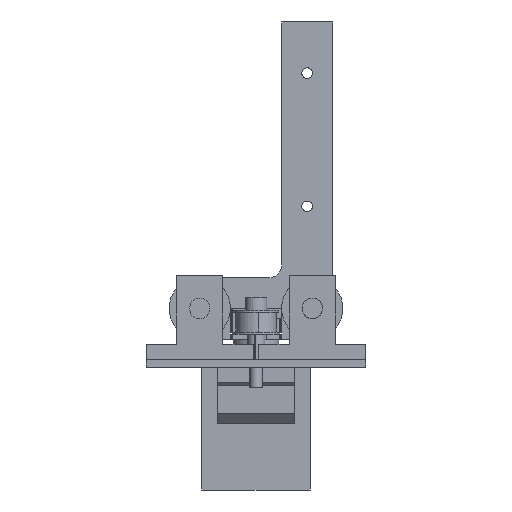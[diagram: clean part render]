
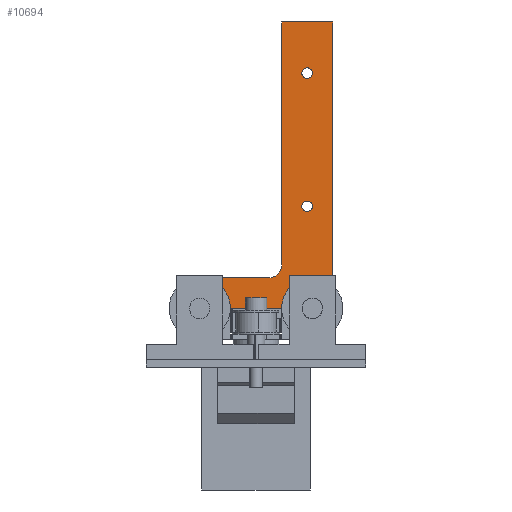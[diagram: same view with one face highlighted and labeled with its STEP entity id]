
A CAD part, left-side view. The second image highlights one B-rep face of the part: STEP entity #10694.
In plain terms, the highlighted face is planar.
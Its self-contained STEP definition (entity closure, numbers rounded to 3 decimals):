
#94 = DIRECTION ( 'NONE',  ( 1., 0., 0. ) ) ;
#139 = CARTESIAN_POINT ( 'NONE',  ( -112., 32., 8. ) ) ;
#187 = CARTESIAN_POINT ( 'NONE',  ( -10.954, 52., 8. ) ) ;
#267 = VERTEX_POINT ( 'NONE', #7642 ) ;
#487 = CARTESIAN_POINT ( 'NONE',  ( -7.733, 53.176, 8. ) ) ;
#670 = ORIENTED_EDGE ( 'NONE', *, *, #11140, .T. ) ;
#891 = CARTESIAN_POINT ( 'NONE',  ( -92., 42., 8. ) ) ;
#922 = EDGE_LOOP ( 'NONE', ( #10664, #13168 ) ) ;
#933 = CARTESIAN_POINT ( 'NONE',  ( -112., 52., 8. ) ) ;
#1099 = CARTESIAN_POINT ( 'NONE',  ( -37.874, 42., 8. ) ) ;
#1135 = EDGE_CURVE ( 'NONE', #11595, #5943, #8884, .T. ) ;
#1233 = CARTESIAN_POINT ( 'NONE',  ( -12., 44., 8. ) ) ;
#1328 = DIRECTION ( 'NONE',  ( 1., 0., 0. ) ) ;
#1521 = CARTESIAN_POINT ( 'NONE',  ( -41.974, 42., 8. ) ) ;
#1749 = CARTESIAN_POINT ( 'NONE',  ( -7., 32., 8. ) ) ;
#2008 = EDGE_CURVE ( 'NONE', #5006, #6058, #9256, .T. ) ;
#2010 = CARTESIAN_POINT ( 'NONE',  ( 0., 0., 8. ) ) ;
#2138 = CIRCLE ( 'NONE', #12951, 5. ) ;
#2151 = EDGE_CURVE ( 'NONE', #6670, #10981, #10328, .T. ) ;
#2208 = CARTESIAN_POINT ( 'NONE',  ( -17., 32., 8. ) ) ;
#2326 = EDGE_CURVE ( 'NONE', #6329, #9905, #9277, .T. ) ;
#2443 = DIRECTION ( 'NONE',  ( 0., 0., -1. ) ) ;
#2765 = DIRECTION ( 'NONE',  ( 1., 0., 0. ) ) ;
#2858 = DIRECTION ( 'NONE',  ( 0., 0., 1. ) ) ;
#3314 = CARTESIAN_POINT ( 'NONE',  ( -12., 44., 8. ) ) ;
#3357 = CARTESIAN_POINT ( 'NONE',  ( -112., 52., 8. ) ) ;
#3530 = DIRECTION ( 'NONE',  ( 1., 0., 0. ) ) ;
#3728 = DIRECTION ( 'NONE',  ( 1., 0., 0. ) ) ;
#3751 = VECTOR ( 'NONE', #6936, 1000. ) ;
#3884 = FACE_BOUND ( 'NONE', #10734, .T. ) ;
#4018 = CARTESIAN_POINT ( 'NONE',  ( 0., 12., 8. ) ) ;
#4442 = DIRECTION ( 'NONE',  ( 0., 0., 1. ) ) ;
#4444 = ORIENTED_EDGE ( 'NONE', *, *, #12149, .F. ) ;
#4513 = CARTESIAN_POINT ( 'NONE',  ( -12., 0., 8. ) ) ;
#4539 = CARTESIAN_POINT ( 'NONE',  ( -17., 27., 8. ) ) ;
#4556 = DIRECTION ( 'NONE',  ( 0., 0., 1. ) ) ;
#4610 = CARTESIAN_POINT ( 'NONE',  ( -10.954, 57., 8. ) ) ;
#4687 = EDGE_CURVE ( 'NONE', #9197, #5784, #2138, .T. ) ;
#4698 = DIRECTION ( 'NONE',  ( 1., 0., 0. ) ) ;
#4888 = EDGE_CURVE ( 'NONE', #10981, #6670, #13124, .T. ) ;
#5006 = VERTEX_POINT ( 'NONE', #13258 ) ;
#5110 = LINE ( 'NONE', #4018, #11522 ) ;
#5172 = ORIENTED_EDGE ( 'NONE', *, *, #2008, .F. ) ;
#5220 = AXIS2_PLACEMENT_3D ( 'NONE', #8981, #2858, #7034 ) ;
#5409 = AXIS2_PLACEMENT_3D ( 'NONE', #8816, #6643, #2765 ) ;
#5572 = CARTESIAN_POINT ( 'NONE',  ( -12., 27., 8. ) ) ;
#5784 = VERTEX_POINT ( 'NONE', #5572 ) ;
#5866 = ORIENTED_EDGE ( 'NONE', *, *, #2326, .T. ) ;
#5879 = DIRECTION ( 'NONE',  ( 0., 0., 1. ) ) ;
#5943 = VERTEX_POINT ( 'NONE', #8976 ) ;
#5948 = DIRECTION ( 'NONE',  ( -1., 0., 0. ) ) ;
#6058 = VERTEX_POINT ( 'NONE', #4513 ) ;
#6060 = AXIS2_PLACEMENT_3D ( 'NONE', #12757, #4556, #6830 ) ;
#6214 = AXIS2_PLACEMENT_3D ( 'NONE', #2010, #7065, #11313 ) ;
#6226 = CIRCLE ( 'NONE', #11816, 12. ) ;
#6329 = VERTEX_POINT ( 'NONE', #187 ) ;
#6347 = EDGE_CURVE ( 'NONE', #12577, #267, #6484, .T. ) ;
#6484 = CIRCLE ( 'NONE', #6060, 12. ) ;
#6541 = ORIENTED_EDGE ( 'NONE', *, *, #9229, .F. ) ;
#6643 = DIRECTION ( 'NONE',  ( 0., 0., 1. ) ) ;
#6645 = VECTOR ( 'NONE', #5948, 1000. ) ;
#6670 = VERTEX_POINT ( 'NONE', #1099 ) ;
#6830 = DIRECTION ( 'NONE',  ( 1., 0., 0. ) ) ;
#6836 = CARTESIAN_POINT ( 'NONE',  ( -39.924, 42., 8. ) ) ;
#6876 = ORIENTED_EDGE ( 'NONE', *, *, #6347, .F. ) ;
#6936 = DIRECTION ( 'NONE',  ( -1., 0., 0. ) ) ;
#7034 = DIRECTION ( 'NONE',  ( 1., 0., 0. ) ) ;
#7065 = DIRECTION ( 'NONE',  ( 0., 0., 1. ) ) ;
#7246 = DIRECTION ( 'NONE',  ( 0., 1., 0. ) ) ;
#7329 = DIRECTION ( 'NONE',  ( 0., 1., 0. ) ) ;
#7452 = EDGE_CURVE ( 'NONE', #5006, #267, #5110, .T. ) ;
#7642 = CARTESIAN_POINT ( 'NONE',  ( 0., 32., 8. ) ) ;
#7647 = DIRECTION ( 'NONE',  ( 0., -1., 0. ) ) ;
#7674 = CARTESIAN_POINT ( 'NONE',  ( -39.924, 42., 8. ) ) ;
#7744 = LINE ( 'NONE', #1749, #3751 ) ;
#7860 = EDGE_CURVE ( 'NONE', #5943, #11595, #10690, .T. ) ;
#7971 = ORIENTED_EDGE ( 'NONE', *, *, #4687, .T. ) ;
#8049 = FACE_OUTER_BOUND ( 'NONE', #12492, .T. ) ;
#8292 = CARTESIAN_POINT ( 'NONE',  ( -89.95, 42., 8. ) ) ;
#8375 = DIRECTION ( 'NONE',  ( 0., 0., 1. ) ) ;
#8380 = AXIS2_PLACEMENT_3D ( 'NONE', #6836, #5879, #4698 ) ;
#8816 = CARTESIAN_POINT ( 'NONE',  ( -92., 42., 8. ) ) ;
#8882 = VERTEX_POINT ( 'NONE', #139 ) ;
#8884 = CIRCLE ( 'NONE', #5409, 2.05 ) ;
#8976 = CARTESIAN_POINT ( 'NONE',  ( -94.05, 42., 8. ) ) ;
#8981 = CARTESIAN_POINT ( 'NONE',  ( 0., 44., 8. ) ) ;
#9007 = ORIENTED_EDGE ( 'NONE', *, *, #10583, .T. ) ;
#9033 = AXIS2_PLACEMENT_3D ( 'NONE', #7674, #4442, #1328 ) ;
#9103 = VECTOR ( 'NONE', #7647, 1000. ) ;
#9187 = FACE_BOUND ( 'NONE', #922, .T. ) ;
#9197 = VERTEX_POINT ( 'NONE', #2208 ) ;
#9229 = EDGE_CURVE ( 'NONE', #8882, #9905, #10631, .T. ) ;
#9256 = CIRCLE ( 'NONE', #6214, 12. ) ;
#9277 = LINE ( 'NONE', #12359, #6645 ) ;
#9343 = CIRCLE ( 'NONE', #10415, 5. ) ;
#9544 = CARTESIAN_POINT ( 'NONE',  ( 0., 44., 8. ) ) ;
#9741 = LINE ( 'NONE', #1233, #9103 ) ;
#9905 = VERTEX_POINT ( 'NONE', #933 ) ;
#10032 = ORIENTED_EDGE ( 'NONE', *, *, #7860, .F. ) ;
#10061 = AXIS2_PLACEMENT_3D ( 'NONE', #891, #13299, #94 ) ;
#10328 = CIRCLE ( 'NONE', #8380, 2.05 ) ;
#10415 = AXIS2_PLACEMENT_3D ( 'NONE', #4610, #2443, #3530 ) ;
#10583 = EDGE_CURVE ( 'NONE', #12334, #6329, #9343, .T. ) ;
#10631 = LINE ( 'NONE', #3357, #10937 ) ;
#10664 = ORIENTED_EDGE ( 'NONE', *, *, #2151, .F. ) ;
#10690 = CIRCLE ( 'NONE', #10061, 2.05 ) ;
#10694 = ADVANCED_FACE ( 'NONE', ( #9187, #3884, #8049 ), #12144, .T. ) ;
#10734 = EDGE_LOOP ( 'NONE', ( #12967, #10032 ) ) ;
#10816 = EDGE_CURVE ( 'NONE', #9197, #8882, #7744, .T. ) ;
#10930 = DIRECTION ( 'NONE',  ( 0., 0., -1. ) ) ;
#10937 = VECTOR ( 'NONE', #7329, 1000. ) ;
#10981 = VERTEX_POINT ( 'NONE', #1521 ) ;
#11140 = EDGE_CURVE ( 'NONE', #5784, #6058, #9741, .T. ) ;
#11180 = ORIENTED_EDGE ( 'NONE', *, *, #10816, .F. ) ;
#11313 = DIRECTION ( 'NONE',  ( 1., 0., 0. ) ) ;
#11415 = ORIENTED_EDGE ( 'NONE', *, *, #7452, .T. ) ;
#11522 = VECTOR ( 'NONE', #7246, 1000. ) ;
#11595 = VERTEX_POINT ( 'NONE', #8292 ) ;
#11816 = AXIS2_PLACEMENT_3D ( 'NONE', #9544, #8375, #12609 ) ;
#12144 = PLANE ( 'NONE',  #5220 ) ;
#12149 = EDGE_CURVE ( 'NONE', #12334, #12577, #6226, .T. ) ;
#12334 = VERTEX_POINT ( 'NONE', #487 ) ;
#12359 = CARTESIAN_POINT ( 'NONE',  ( -7., 52., 8. ) ) ;
#12492 = EDGE_LOOP ( 'NONE', ( #11180, #7971, #670, #5172, #11415, #6876, #4444, #9007, #5866, #6541 ) ) ;
#12577 = VERTEX_POINT ( 'NONE', #3314 ) ;
#12609 = DIRECTION ( 'NONE',  ( 1., 0., 0. ) ) ;
#12757 = CARTESIAN_POINT ( 'NONE',  ( 0., 44., 8. ) ) ;
#12951 = AXIS2_PLACEMENT_3D ( 'NONE', #4539, #10930, #3728 ) ;
#12967 = ORIENTED_EDGE ( 'NONE', *, *, #1135, .F. ) ;
#13124 = CIRCLE ( 'NONE', #9033, 2.05 ) ;
#13168 = ORIENTED_EDGE ( 'NONE', *, *, #4888, .F. ) ;
#13258 = CARTESIAN_POINT ( 'NONE',  ( 0., 12., 8. ) ) ;
#13299 = DIRECTION ( 'NONE',  ( 0., 0., 1. ) ) ;
